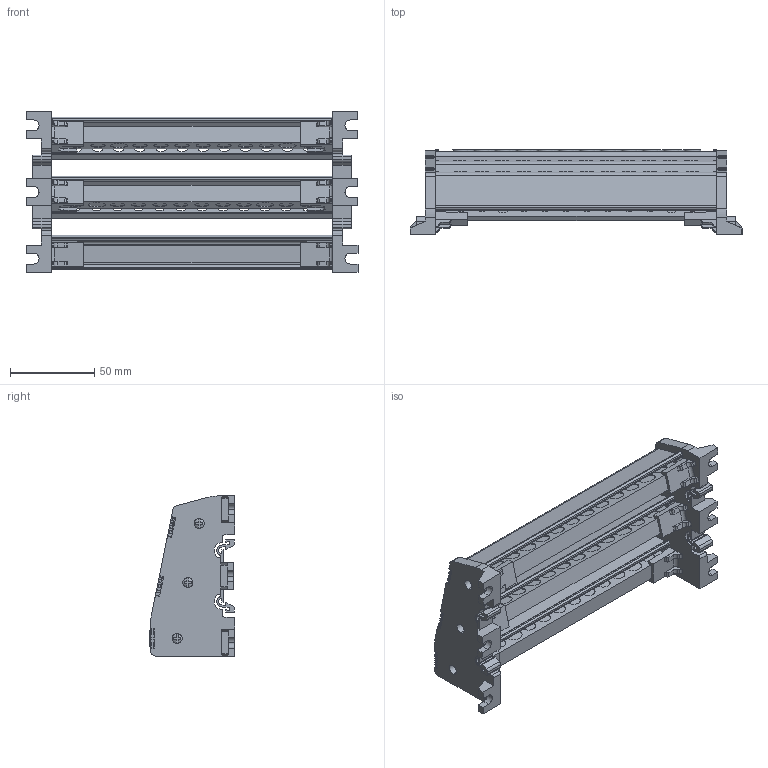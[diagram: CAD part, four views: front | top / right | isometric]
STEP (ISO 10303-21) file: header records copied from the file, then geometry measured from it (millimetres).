
FILE_DESCRIPTION (( 'STEP AP203' ), '1' );
FILE_NAME ('10X15 Üç Kutuplu Daðýtýcý Ünite - 12 Delikli.STEP', '2019-01-09T14:13:11', ( '' ), ( '' ), 'SwSTEP 2.0', 'SolidWorks 2011', '' );
FILE_SCHEMA (( 'CONFIG_CONTROL_DESIGN' ));
Length unit declared in the file: millimetre
Products named in the file (1): 10X15 Üç Kutuplu Daðýtýcý Ünite - 12 Delikli
Bounding box: 197 x 50.93 x 95 mm (x, y, z)
Volume: 160599.2 mm3; surface area: 120466.6 mm2
Topology: 1 solids, 7 shells, 3303 faces, 9103 edges, 5921 vertices
Faces by surface type: plane 1648, cylinder 895, bspline 316, cone 252, torus 192
Entity records: 115025 total; most frequent: CARTESIAN_POINT 31920, ORIENTED_EDGE 18206, DIRECTION 16620, EDGE_CURVE 9103, VERTEX_POINT 5921, AXIS2_PLACEMENT_3D 5733, LINE 5154, VECTOR 5154
